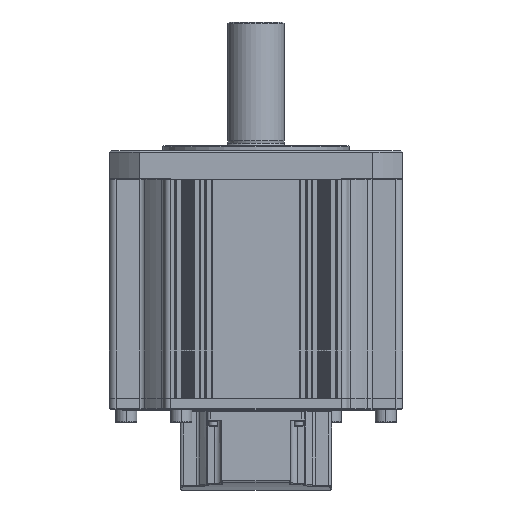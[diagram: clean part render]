
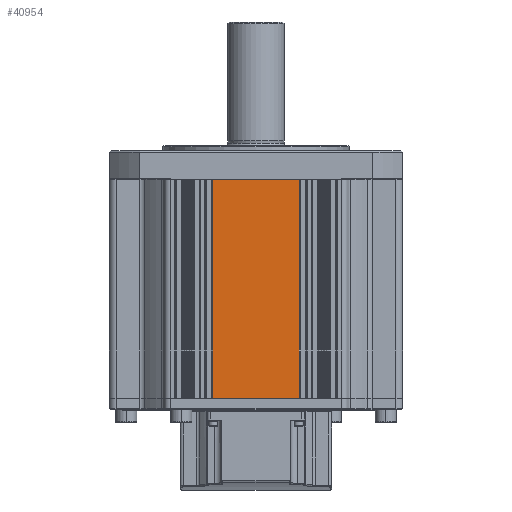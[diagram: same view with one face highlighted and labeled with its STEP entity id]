
A CAD part, front view. The second image highlights one B-rep face of the part: STEP entity #40954.
In plain terms, the highlighted planar face has unit normal (0, -1, 0).
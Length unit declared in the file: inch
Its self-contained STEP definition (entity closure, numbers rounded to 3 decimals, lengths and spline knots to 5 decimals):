
#346 = CARTESIAN_POINT ( 'NONE',  ( 1.04331, -3.54331, 0. ) ) ;
#722 = AXIS2_PLACEMENT_3D ( 'NONE', #30748, #5151, #76179 ) ;
#5055 = EDGE_CURVE ( 'NONE', #79351, #7450, #73813, .T. ) ;
#5151 = DIRECTION ( 'NONE',  ( 0., 1., 0. ) ) ;
#6587 = DIRECTION ( 'NONE',  ( -1., 0., 0. ) ) ;
#7450 = VERTEX_POINT ( 'NONE', #23373 ) ;
#8201 = EDGE_CURVE ( 'NONE', #79351, #74093, #66328, .T. ) ;
#10094 = ORIENTED_EDGE ( 'NONE', *, *, #52419, .F. ) ;
#10696 = CARTESIAN_POINT ( 'NONE',  ( -1.04331, -3.54331, 0. ) ) ;
#10732 = ORIENTED_EDGE ( 'NONE', *, *, #56369, .F. ) ;
#14175 = CARTESIAN_POINT ( 'NONE',  ( -1.04331, -3.54331, -5.27559 ) ) ;
#14928 = LINE ( 'NONE', #80436, #38368 ) ;
#18936 = FACE_OUTER_BOUND ( 'NONE', #59873, .T. ) ;
#23373 = CARTESIAN_POINT ( 'NONE',  ( 1.04331, -3.54331, -5.27559 ) ) ;
#30188 = PLANE ( 'NONE',  #722 ) ;
#30748 = CARTESIAN_POINT ( 'NONE',  ( 1.04331, -3.54331, 0. ) ) ;
#31159 = VECTOR ( 'NONE', #6587, 39.37008 ) ;
#33830 = DIRECTION ( 'NONE',  ( 0., 0., 1. ) ) ;
#38368 = VECTOR ( 'NONE', #33830, 39.37008 ) ;
#40954 = ADVANCED_FACE ( 'NONE', ( #18936 ), #30188, .F. ) ;
#46401 = VECTOR ( 'NONE', #81632, 39.37008 ) ;
#49103 = VECTOR ( 'NONE', #52093, 39.37008 ) ;
#52093 = DIRECTION ( 'NONE',  ( -1., 0., 0. ) ) ;
#52419 = EDGE_CURVE ( 'NONE', #7450, #67138, #74821, .T. ) ;
#56369 = EDGE_CURVE ( 'NONE', #67138, #74093, #14928, .T. ) ;
#59873 = EDGE_LOOP ( 'NONE', ( #60430, #83002, #10732, #10094 ) ) ;
#60430 = ORIENTED_EDGE ( 'NONE', *, *, #5055, .F. ) ;
#62831 = CARTESIAN_POINT ( 'NONE',  ( 1.04331, -3.54331, 0. ) ) ;
#65116 = CARTESIAN_POINT ( 'NONE',  ( -3.52362, -3.54331, -5.27559 ) ) ;
#66328 = LINE ( 'NONE', #346, #49103 ) ;
#67138 = VERTEX_POINT ( 'NONE', #14175 ) ;
#73813 = LINE ( 'NONE', #75029, #46401 ) ;
#74093 = VERTEX_POINT ( 'NONE', #10696 ) ;
#74821 = LINE ( 'NONE', #65116, #31159 ) ;
#75029 = CARTESIAN_POINT ( 'NONE',  ( 1.04331, -3.54331, 0. ) ) ;
#76179 = DIRECTION ( 'NONE',  ( -1., 0., 0. ) ) ;
#79351 = VERTEX_POINT ( 'NONE', #62831 ) ;
#80436 = CARTESIAN_POINT ( 'NONE',  ( -1.04331, -3.54331, 0. ) ) ;
#81632 = DIRECTION ( 'NONE',  ( 0., 0., -1. ) ) ;
#83002 = ORIENTED_EDGE ( 'NONE', *, *, #8201, .T. ) ;
